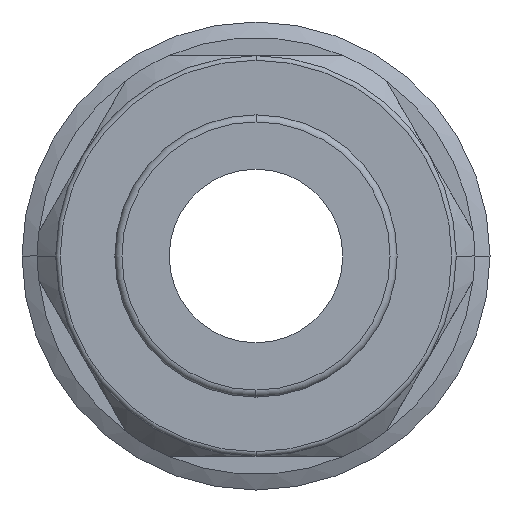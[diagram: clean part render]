
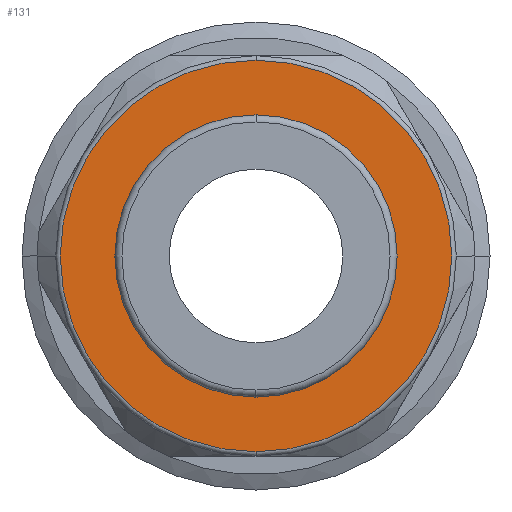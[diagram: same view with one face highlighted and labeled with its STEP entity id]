
A CAD part, left-side view. The second image highlights one B-rep face of the part: STEP entity #131.
In plain terms, the highlighted planar face has unit normal (-1, 0, 0).
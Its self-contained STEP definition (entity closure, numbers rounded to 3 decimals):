
#131=ADVANCED_FACE('',(#315,#316),#317,.T.);
#315=FACE_OUTER_BOUND('',#546,.T.);
#316=FACE_BOUND('',#547,.T.);
#317=PLANE('',#548);
#546=EDGE_LOOP('',(#1130,#1131,#1132));
#547=EDGE_LOOP('',(#1133,#1134));
#548=AXIS2_PLACEMENT_3D('',#1135,#1136,#1137);
#1130=ORIENTED_EDGE('',*,*,#1532,.T.);
#1131=ORIENTED_EDGE('',*,*,#1567,.T.);
#1132=ORIENTED_EDGE('',*,*,#1533,.T.);
#1133=ORIENTED_EDGE('',*,*,#1487,.T.);
#1134=ORIENTED_EDGE('',*,*,#1604,.T.);
#1135=CARTESIAN_POINT('',(-35.8,4.435,0.));
#1136=DIRECTION('',(-1.0,0.,0.));
#1137=DIRECTION('',(0.,1.0,0.));
#1487=EDGE_CURVE('',#1753,#1750,#1754,.T.);
#1532=EDGE_CURVE('',#1839,#1837,#1840,.T.);
#1533=EDGE_CURVE('',#1831,#1839,#1841,.T.);
#1567=EDGE_CURVE('',#1837,#1831,#1890,.T.);
#1604=EDGE_CURVE('',#1750,#1753,#1938,.T.);
#1750=VERTEX_POINT('',#2150);
#1753=VERTEX_POINT('',#2154);
#1754=CIRCLE('',#2155,5.363);
#1831=VERTEX_POINT('',#2271);
#1837=VERTEX_POINT('',#2277);
#1839=VERTEX_POINT('',#2279);
#1840=CIRCLE('',#2280,10.75);
#1841=CIRCLE('',#2281,10.75);
#1890=CIRCLE('',#2340,10.75);
#1938=CIRCLE('',#2508,5.363);
#2150=CARTESIAN_POINT('',(-35.8,5.363,0.));
#2154=CARTESIAN_POINT('',(-35.8,-5.363,0.));
#2155=AXIS2_PLACEMENT_3D('',#2883,#2884,#2885);
#2271=CARTESIAN_POINT('',(-35.8,0.,10.75));
#2277=CARTESIAN_POINT('',(-35.8,0.,-10.75));
#2279=CARTESIAN_POINT('',(-35.8,10.75,0.));
#2280=AXIS2_PLACEMENT_3D('',#2978,#2979,#2980);
#2281=AXIS2_PLACEMENT_3D('',#2981,#2982,#2983);
#2340=AXIS2_PLACEMENT_3D('',#3063,#3064,#3065);
#2508=AXIS2_PLACEMENT_3D('',#3124,#3125,#3126);
#2883=CARTESIAN_POINT('',(-35.8,0.,0.));
#2884=DIRECTION('',(1.0,0.,0.));
#2885=DIRECTION('',(0.,1.0,0.));
#2978=CARTESIAN_POINT('',(-35.8,0.0,0.));
#2979=DIRECTION('',(-1.0,0.0,0.));
#2980=DIRECTION('',(0.0,1.0,0.0));
#2981=CARTESIAN_POINT('',(-35.8,0.0,0.));
#2982=DIRECTION('',(-1.0,0.0,0.));
#2983=DIRECTION('',(0.0,1.0,0.0));
#3063=CARTESIAN_POINT('',(-35.8,0.0,0.));
#3064=DIRECTION('',(-1.0,0.0,0.));
#3065=DIRECTION('',(0.0,1.0,0.0));
#3124=CARTESIAN_POINT('',(-35.8,0.,0.));
#3125=DIRECTION('',(1.0,0.,0.));
#3126=DIRECTION('',(0.,1.0,0.));
